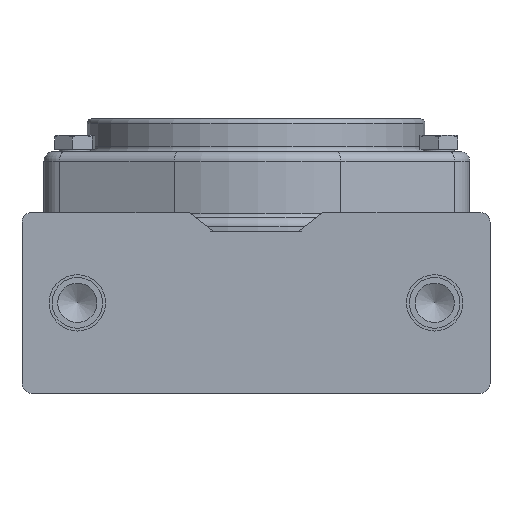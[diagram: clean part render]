
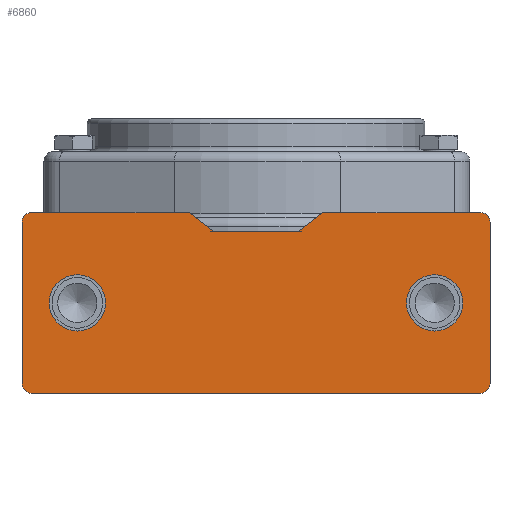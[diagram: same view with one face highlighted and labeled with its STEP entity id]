
A CAD part, front view. The second image highlights one B-rep face of the part: STEP entity #6860.
In plain terms, the highlighted planar face has unit normal (0, -1, 0).
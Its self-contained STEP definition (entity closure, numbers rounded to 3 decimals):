
#794=LINE($,#11783,#1121);
#804=LINE($,#11821,#1131);
#809=LINE($,#11838,#1136);
#810=LINE($,#11841,#1137);
#811=LINE($,#11843,#1138);
#812=LINE($,#11845,#1139);
#813=LINE($,#11846,#1140);
#814=LINE($,#11847,#1141);
#1121=VECTOR($,#9212,34.5);
#1131=VECTOR($,#9240,34.5);
#1136=VECTOR($,#9259,33.683);
#1137=VECTOR($,#9262,6.506);
#1138=VECTOR($,#9263,18.179);
#1139=VECTOR($,#9264,6.506);
#1140=VECTOR($,#9265,33.683);
#1141=VECTOR($,#9266,95.808);
#1335=PLANE($,#7601);
#1496=FACE_BOUND($,#2443,.T.);
#1497=FACE_BOUND($,#2444,.T.);
#1950=FACE_OUTER_BOUND($,#2442,.T.);
#2442=EDGE_LOOP($,(#5811,#5812,#5813,#5814,#5815,#5816,#5817,#5818,#5819,
#5820,#5821,#5822));
#2443=EDGE_LOOP($,(#5823));
#2444=EDGE_LOOP($,(#5824));
#2955=CIRCLE($,#7564,2.);
#2968=CIRCLE($,#7583,2.);
#2970=CIRCLE($,#7596,2.);
#2971=CIRCLE($,#7598,2.);
#2972=CIRCLE($,#7602,6.);
#2973=CIRCLE($,#7603,6.);
#3499=VERTEX_POINT($,#11734);
#3500=VERTEX_POINT($,#11735);
#3513=VERTEX_POINT($,#11773);
#3514=VERTEX_POINT($,#11774);
#3516=VERTEX_POINT($,#11781);
#3525=VERTEX_POINT($,#11820);
#3527=VERTEX_POINT($,#11826);
#3528=VERTEX_POINT($,#11830);
#3530=VERTEX_POINT($,#11836);
#3531=VERTEX_POINT($,#11840);
#3532=VERTEX_POINT($,#11842);
#3533=VERTEX_POINT($,#11844);
#3534=VERTEX_POINT($,#11848);
#3535=VERTEX_POINT($,#11850);
#4299=EDGE_CURVE($,#3499,#3500,#2955,.T.);
#4318=EDGE_CURVE($,#3513,#3514,#2968,.T.);
#4323=EDGE_CURVE($,#3513,#3516,#794,.T.);
#4338=EDGE_CURVE($,#3525,#3500,#804,.T.);
#4342=EDGE_CURVE($,#3516,#3527,#2970,.T.);
#4343=EDGE_CURVE($,#3528,#3525,#2971,.T.);
#4347=EDGE_CURVE($,#3530,#3527,#809,.T.);
#4348=EDGE_CURVE($,#3531,#3530,#810,.T.);
#4349=EDGE_CURVE($,#3531,#3532,#811,.T.);
#4350=EDGE_CURVE($,#3533,#3532,#812,.T.);
#4351=EDGE_CURVE($,#3528,#3533,#813,.T.);
#4352=EDGE_CURVE($,#3499,#3514,#814,.T.);
#4353=EDGE_CURVE($,#3534,#3534,#2972,.T.);
#4354=EDGE_CURVE($,#3535,#3535,#2973,.T.);
#5811=ORIENTED_EDGE($,*,*,#4318,.F.);
#5812=ORIENTED_EDGE($,*,*,#4323,.T.);
#5813=ORIENTED_EDGE($,*,*,#4342,.T.);
#5814=ORIENTED_EDGE($,*,*,#4347,.F.);
#5815=ORIENTED_EDGE($,*,*,#4348,.F.);
#5816=ORIENTED_EDGE($,*,*,#4349,.T.);
#5817=ORIENTED_EDGE($,*,*,#4350,.F.);
#5818=ORIENTED_EDGE($,*,*,#4351,.F.);
#5819=ORIENTED_EDGE($,*,*,#4343,.T.);
#5820=ORIENTED_EDGE($,*,*,#4338,.T.);
#5821=ORIENTED_EDGE($,*,*,#4299,.F.);
#5822=ORIENTED_EDGE($,*,*,#4352,.T.);
#5823=ORIENTED_EDGE($,*,*,#4353,.T.);
#5824=ORIENTED_EDGE($,*,*,#4354,.T.);
#6860=ADVANCED_FACE($,(#1950,#1496,#1497),#1335,.T.);
#7564=AXIS2_PLACEMENT_3D($,#11736,#9160,#9161);
#7583=AXIS2_PLACEMENT_3D($,#11775,#9204,#9205);
#7596=AXIS2_PLACEMENT_3D($,#11828,#9247,#9248);
#7598=AXIS2_PLACEMENT_3D($,#11831,#9251,#9252);
#7601=AXIS2_PLACEMENT_3D($,#11839,#9260,#9261);
#7602=AXIS2_PLACEMENT_3D($,#11849,#9267,#9268);
#7603=AXIS2_PLACEMENT_3D($,#11851,#9269,#9270);
#9160=DIRECTION('center_axis',(0.,1.,0.));
#9161=DIRECTION('ref_axis',(-0.707,0.,-0.707));
#9204=DIRECTION('center_axis',(0.,1.,0.));
#9205=DIRECTION('ref_axis',(0.707,0.,-0.707));
#9212=DIRECTION($,(0.,0.,1.));
#9240=DIRECTION($,(0.,0.,-1.));
#9247=DIRECTION('center_axis',(0.,-1.,0.));
#9248=DIRECTION('ref_axis',(-1.,0.,0.));
#9251=DIRECTION('center_axis',(0.,-1.,0.));
#9252=DIRECTION('ref_axis',(0.,0.,-1.));
#9259=DIRECTION($,(1.,0.,0.));
#9260=DIRECTION('center_axis',(0.,-1.,0.));
#9261=DIRECTION('ref_axis',(0.,0.,-1.));
#9262=DIRECTION($,(0.789,0.,0.615));
#9263=DIRECTION($,(-1.,0.,0.));
#9264=DIRECTION($,(0.789,0.,-0.615));
#9265=DIRECTION($,(1.,0.,0.));
#9266=DIRECTION($,(1.,0.,0.));
#9267=DIRECTION('center_axis',(0.,1.,0.));
#9268=DIRECTION('ref_axis',(1.,0.,0.));
#9269=DIRECTION('center_axis',(0.,1.,0.));
#9270=DIRECTION('ref_axis',(1.,0.,0.));
#11734=CARTESIAN_POINT('',(-62.996,-49.544,-104.436));
#11735=CARTESIAN_POINT('',(-64.996,-49.544,-102.436));
#11736=CARTESIAN_POINT('Origin',(-62.996,-49.544,-102.436));
#11773=CARTESIAN_POINT('',(34.812,-49.544,-102.436));
#11774=CARTESIAN_POINT('',(32.812,-49.544,-104.436));
#11775=CARTESIAN_POINT('Origin',(32.812,-49.544,-102.436));
#11781=CARTESIAN_POINT('',(34.812,-49.544,-67.936));
#11783=CARTESIAN_POINT($,(34.812,-49.544,-85.186));
#11820=CARTESIAN_POINT('',(-64.996,-49.544,-67.936));
#11821=CARTESIAN_POINT($,(-64.996,-49.544,-85.186));
#11826=CARTESIAN_POINT('',(32.812,-49.544,-65.936));
#11828=CARTESIAN_POINT('Origin',(32.812,-49.544,-67.936));
#11830=CARTESIAN_POINT('',(-62.996,-49.544,-65.936));
#11831=CARTESIAN_POINT('Origin',(-62.996,-49.544,-67.936));
#11836=CARTESIAN_POINT('',(-0.872,-49.544,-65.936));
#11838=CARTESIAN_POINT($,(-95.092,-49.544,-65.936));
#11839=CARTESIAN_POINT('Origin',(-95.092,-49.544,-65.936));
#11840=CARTESIAN_POINT('',(-6.003,-49.544,-69.936));
#11841=CARTESIAN_POINT($,(-31.543,-49.544,-89.847));
#11842=CARTESIAN_POINT('',(-24.182,-49.544,-69.936));
#11843=CARTESIAN_POINT($,(-55.092,-49.544,-69.936));
#11844=CARTESIAN_POINT('',(-29.313,-49.544,-65.936));
#11845=CARTESIAN_POINT($,(-54.615,-49.544,-46.21));
#11846=CARTESIAN_POINT($,(-95.092,-49.544,-65.936));
#11847=CARTESIAN_POINT($,(-95.092,-49.544,-104.436));
#11848=CARTESIAN_POINT('',(-47.192,-49.544,-85.186));
#11849=CARTESIAN_POINT('Origin',(-53.192,-49.544,-85.186));
#11850=CARTESIAN_POINT('',(29.008,-49.544,-85.186));
#11851=CARTESIAN_POINT('Origin',(23.008,-49.544,-85.186));
